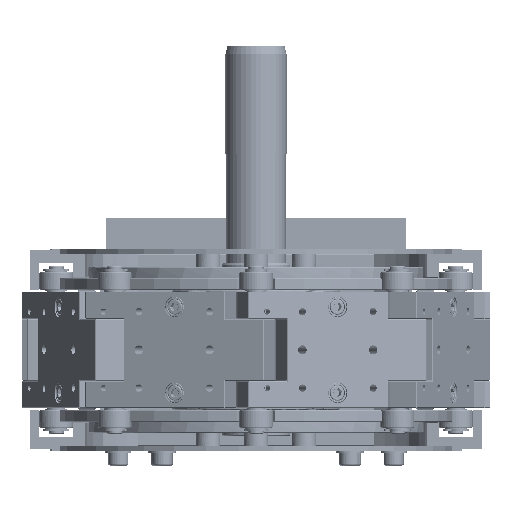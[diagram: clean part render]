
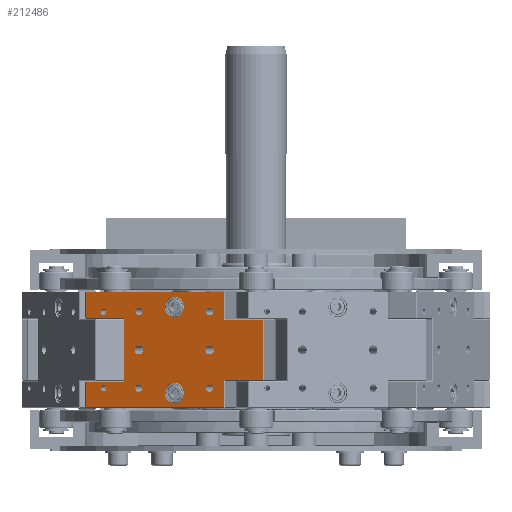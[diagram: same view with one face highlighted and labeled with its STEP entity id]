
A CAD part, front view. The second image highlights one B-rep face of the part: STEP entity #212486.
In plain terms, the highlighted planar face has unit normal (-0.383, -0.924, 0).
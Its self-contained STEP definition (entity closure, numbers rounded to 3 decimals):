
#3674=PLANE('',#223716);
#8913=CIRCLE('',#223680,6.75);
#8914=CIRCLE('',#223682,6.75);
#8915=CIRCLE('',#223684,2.459);
#8916=CIRCLE('',#223686,2.459);
#8917=CIRCLE('',#223688,2.459);
#8918=CIRCLE('',#223690,2.459);
#8919=CIRCLE('',#223692,3.);
#8920=CIRCLE('',#223694,3.);
#8921=CIRCLE('',#223696,2.067);
#8922=CIRCLE('',#223698,2.067);
#17064=LINE('',#292074,#27726);
#17067=LINE('',#292080,#27729);
#17068=LINE('',#292082,#27730);
#17070=LINE('',#292086,#27732);
#17073=LINE('',#292091,#27735);
#17075=LINE('',#292095,#27737);
#17077=LINE('',#292128,#27739);
#17088=LINE('',#292152,#27750);
#17103=LINE('',#292189,#27765);
#17105=LINE('',#292196,#27767);
#17106=LINE('',#292197,#27768);
#17107=LINE('',#292199,#27769);
#27726=VECTOR('',#246611,1000.);
#27729=VECTOR('',#246616,1000.);
#27730=VECTOR('',#246619,1000.);
#27732=VECTOR('',#246623,1000.);
#27735=VECTOR('',#246628,1000.);
#27737=VECTOR('',#246632,1000.);
#27739=VECTOR('',#246676,1000.);
#27750=VECTOR('',#246697,1000.);
#27765=VECTOR('',#246730,1000.);
#27767=VECTOR('',#246738,1000.);
#27768=VECTOR('',#246739,1000.);
#27769=VECTOR('',#246740,1000.);
#43499=ORIENTED_EDGE('',*,*,#78426,.F.);
#43500=ORIENTED_EDGE('',*,*,#78425,.F.);
#43501=ORIENTED_EDGE('',*,*,#78424,.T.);
#43502=ORIENTED_EDGE('',*,*,#78423,.T.);
#43503=ORIENTED_EDGE('',*,*,#78422,.T.);
#43504=ORIENTED_EDGE('',*,*,#78421,.T.);
#43505=ORIENTED_EDGE('',*,*,#78420,.T.);
#43506=ORIENTED_EDGE('',*,*,#78419,.T.);
#43507=ORIENTED_EDGE('',*,*,#78418,.T.);
#43508=ORIENTED_EDGE('',*,*,#78417,.T.);
#43509=ORIENTED_EDGE('',*,*,#78415,.T.);
#43510=ORIENTED_EDGE('',*,*,#78413,.T.);
#43511=ORIENTED_EDGE('',*,*,#78410,.T.);
#43512=ORIENTED_EDGE('',*,*,#78408,.T.);
#43513=ORIENTED_EDGE('',*,*,#78407,.T.);
#43514=ORIENTED_EDGE('',*,*,#78439,.T.);
#43515=ORIENTED_EDGE('',*,*,#78461,.T.);
#43516=ORIENTED_EDGE('',*,*,#78457,.T.);
#43517=ORIENTED_EDGE('',*,*,#78462,.T.);
#43518=ORIENTED_EDGE('',*,*,#78463,.T.);
#43519=ORIENTED_EDGE('',*,*,#78427,.T.);
#43520=ORIENTED_EDGE('',*,*,#78404,.T.);
#78404=EDGE_CURVE('',#96672,#96673,#17064,.T.);
#78407=EDGE_CURVE('',#96674,#96675,#17067,.T.);
#78408=EDGE_CURVE('',#96676,#96674,#17068,.T.);
#78410=EDGE_CURVE('',#96677,#96676,#17070,.T.);
#78413=EDGE_CURVE('',#96678,#96677,#17073,.T.);
#78415=EDGE_CURVE('',#96673,#96678,#17075,.T.);
#78417=EDGE_CURVE('',#96679,#96679,#8913,.T.);
#78418=EDGE_CURVE('',#96680,#96680,#8914,.T.);
#78419=EDGE_CURVE('',#96681,#96681,#8915,.T.);
#78420=EDGE_CURVE('',#96682,#96682,#8916,.T.);
#78421=EDGE_CURVE('',#96683,#96683,#8917,.T.);
#78422=EDGE_CURVE('',#96684,#96684,#8918,.T.);
#78423=EDGE_CURVE('',#96685,#96685,#8919,.T.);
#78424=EDGE_CURVE('',#96686,#96686,#8920,.T.);
#78425=EDGE_CURVE('',#96687,#96687,#8921,.T.);
#78426=EDGE_CURVE('',#96688,#96688,#8922,.T.);
#78427=EDGE_CURVE('',#96689,#96672,#17077,.T.);
#78439=EDGE_CURVE('',#96675,#96696,#17088,.T.);
#78457=EDGE_CURVE('',#96710,#96709,#17103,.T.);
#78461=EDGE_CURVE('',#96696,#96710,#17105,.T.);
#78462=EDGE_CURVE('',#96709,#96712,#17106,.T.);
#78463=EDGE_CURVE('',#96712,#96689,#17107,.T.);
#96672=VERTEX_POINT('',#292071);
#96673=VERTEX_POINT('',#292073);
#96674=VERTEX_POINT('',#292077);
#96675=VERTEX_POINT('',#292079);
#96676=VERTEX_POINT('',#292083);
#96677=VERTEX_POINT('',#292087);
#96678=VERTEX_POINT('',#292092);
#96679=VERTEX_POINT('',#292099);
#96680=VERTEX_POINT('',#292102);
#96681=VERTEX_POINT('',#292105);
#96682=VERTEX_POINT('',#292108);
#96683=VERTEX_POINT('',#292111);
#96684=VERTEX_POINT('',#292114);
#96685=VERTEX_POINT('',#292117);
#96686=VERTEX_POINT('',#292120);
#96687=VERTEX_POINT('',#292123);
#96688=VERTEX_POINT('',#292126);
#96689=VERTEX_POINT('',#292129);
#96696=VERTEX_POINT('',#292151);
#96709=VERTEX_POINT('',#292188);
#96710=VERTEX_POINT('',#292190);
#96712=VERTEX_POINT('',#292198);
#111892=EDGE_LOOP('',(#43499));
#111893=EDGE_LOOP('',(#43500));
#111894=EDGE_LOOP('',(#43501));
#111895=EDGE_LOOP('',(#43502));
#111896=EDGE_LOOP('',(#43503));
#111897=EDGE_LOOP('',(#43504));
#111898=EDGE_LOOP('',(#43505));
#111899=EDGE_LOOP('',(#43506));
#111900=EDGE_LOOP('',(#43507));
#111901=EDGE_LOOP('',(#43508));
#111902=EDGE_LOOP('',(#43509,#43510,#43511,#43512,#43513,#43514,#43515,
#43516,#43517,#43518,#43519,#43520));
#126922=FACE_BOUND('',#111892,.T.);
#126923=FACE_BOUND('',#111893,.T.);
#126924=FACE_BOUND('',#111894,.T.);
#126925=FACE_BOUND('',#111895,.T.);
#126926=FACE_BOUND('',#111896,.T.);
#126927=FACE_BOUND('',#111897,.T.);
#126928=FACE_BOUND('',#111898,.T.);
#126929=FACE_BOUND('',#111899,.T.);
#126930=FACE_BOUND('',#111900,.T.);
#126931=FACE_BOUND('',#111901,.T.);
#126932=FACE_BOUND('',#111902,.T.);
#212486=ADVANCED_FACE('',(#126922,#126923,#126924,#126925,#126926,#126927,
#126928,#126929,#126930,#126931,#126932),#3674,.T.);
#223680=AXIS2_PLACEMENT_3D('',#292098,#246636,#246637);
#223682=AXIS2_PLACEMENT_3D('',#292101,#246640,#246641);
#223684=AXIS2_PLACEMENT_3D('',#292104,#246644,#246645);
#223686=AXIS2_PLACEMENT_3D('',#292107,#246648,#246649);
#223688=AXIS2_PLACEMENT_3D('',#292110,#246652,#246653);
#223690=AXIS2_PLACEMENT_3D('',#292113,#246656,#246657);
#223692=AXIS2_PLACEMENT_3D('',#292116,#246660,#246661);
#223694=AXIS2_PLACEMENT_3D('',#292119,#246664,#246665);
#223696=AXIS2_PLACEMENT_3D('',#292122,#246668,#246669);
#223698=AXIS2_PLACEMENT_3D('',#292125,#246672,#246673);
#223716=AXIS2_PLACEMENT_3D('',#292195,#246736,#246737);
#246611=DIRECTION('',(0.,0.,1.));
#246616=DIRECTION('',(-0.924,0.383,0.));
#246619=DIRECTION('',(0.,0.,1.));
#246623=DIRECTION('',(-0.924,0.383,0.));
#246628=DIRECTION('',(0.,0.,1.));
#246632=DIRECTION('',(0.924,-0.383,0.));
#246636=DIRECTION('',(0.383,0.924,0.));
#246637=DIRECTION('',(0.,0.,1.));
#246640=DIRECTION('',(0.383,0.924,0.));
#246641=DIRECTION('',(0.,0.,1.));
#246644=DIRECTION('',(0.383,0.924,0.));
#246645=DIRECTION('',(0.,0.,1.));
#246648=DIRECTION('',(0.383,0.924,0.));
#246649=DIRECTION('',(0.,0.,1.));
#246652=DIRECTION('',(0.383,0.924,0.));
#246653=DIRECTION('',(0.,0.,1.));
#246656=DIRECTION('',(0.383,0.924,0.));
#246657=DIRECTION('',(0.,0.,1.));
#246660=DIRECTION('',(0.383,0.924,0.));
#246661=DIRECTION('',(0.,0.,1.));
#246664=DIRECTION('',(0.383,0.924,0.));
#246665=DIRECTION('',(0.,0.,1.));
#246668=DIRECTION('',(-0.383,-0.924,0.));
#246669=DIRECTION('',(0.924,-0.383,0.));
#246672=DIRECTION('',(-0.383,-0.924,0.));
#246673=DIRECTION('',(0.924,-0.383,0.));
#246676=DIRECTION('',(0.924,-0.383,0.));
#246697=DIRECTION('',(0.,0.,-1.));
#246730=DIRECTION('',(0.,0.,-1.));
#246736=DIRECTION('',(-0.383,-0.924,0.));
#246737=DIRECTION('',(0.,0.,1.));
#246738=DIRECTION('',(0.924,-0.383,0.));
#246739=DIRECTION('',(-0.924,0.383,0.));
#246740=DIRECTION('',(0.,0.,-1.));
#292071=CARTESIAN_POINT('',(16.057,-42.282,-37.6));
#292073=CARTESIAN_POINT('',(16.057,-42.282,-19.5));
#292074=CARTESIAN_POINT('',(16.057,-42.282,0.));
#292077=CARTESIAN_POINT('',(16.057,-42.282,37.6));
#292079=CARTESIAN_POINT('',(-74.483,-4.779,37.6));
#292080=CARTESIAN_POINT('',(-16.74,-28.697,37.6));
#292082=CARTESIAN_POINT('',(16.057,-42.282,0.));
#292083=CARTESIAN_POINT('',(16.057,-42.282,19.5));
#292086=CARTESIAN_POINT('',(-16.74,-28.697,19.5));
#292087=CARTESIAN_POINT('',(41.002,-52.614,19.5));
#292091=CARTESIAN_POINT('',(41.002,-52.614,0.));
#292092=CARTESIAN_POINT('',(41.002,-52.614,-19.5));
#292095=CARTESIAN_POINT('',(-16.74,-28.697,-19.5));
#292098=CARTESIAN_POINT('',(-16.74,-28.697,-28.1));
#292099=CARTESIAN_POINT('',(-16.74,-28.697,-21.35));
#292101=CARTESIAN_POINT('',(-16.74,-28.697,28.1));
#292102=CARTESIAN_POINT('',(-16.74,-28.697,34.85));
#292104=CARTESIAN_POINT('',(6.357,-38.264,25.));
#292105=CARTESIAN_POINT('',(6.357,-38.264,27.458));
#292107=CARTESIAN_POINT('',(6.357,-38.264,-25.));
#292108=CARTESIAN_POINT('',(6.357,-38.264,-22.542));
#292110=CARTESIAN_POINT('',(-39.837,-19.13,-25.));
#292111=CARTESIAN_POINT('',(-39.837,-19.13,-22.542));
#292113=CARTESIAN_POINT('',(-39.837,-19.13,25.));
#292114=CARTESIAN_POINT('',(-39.837,-19.13,27.458));
#292116=CARTESIAN_POINT('',(-39.837,-19.13,0.));
#292117=CARTESIAN_POINT('',(-39.837,-19.13,3.));
#292119=CARTESIAN_POINT('',(6.357,-38.264,0.));
#292120=CARTESIAN_POINT('',(6.357,-38.264,3.));
#292122=CARTESIAN_POINT('',(-62.934,-9.563,25.));
#292123=CARTESIAN_POINT('',(-61.025,-10.354,25.));
#292125=CARTESIAN_POINT('',(-62.934,-9.563,-25.));
#292126=CARTESIAN_POINT('',(-61.025,-10.354,-25.));
#292128=CARTESIAN_POINT('',(-16.74,-28.697,-37.6));
#292129=CARTESIAN_POINT('',(-74.483,-4.779,-37.6));
#292151=CARTESIAN_POINT('',(-74.483,-4.779,20.75));
#292152=CARTESIAN_POINT('',(-74.483,-4.779,0.));
#292188=CARTESIAN_POINT('',(-49.538,-15.112,-20.75));
#292189=CARTESIAN_POINT('',(-49.538,-15.112,-20.25));
#292190=CARTESIAN_POINT('',(-49.538,-15.112,20.75));
#292195=CARTESIAN_POINT('',(-16.74,-28.697,0.));
#292196=CARTESIAN_POINT('',(-50.,-14.92,20.75));
#292197=CARTESIAN_POINT('',(-74.945,-4.588,-20.75));
#292198=CARTESIAN_POINT('',(-74.483,-4.779,-20.75));
#292199=CARTESIAN_POINT('',(-74.483,-4.779,0.));
